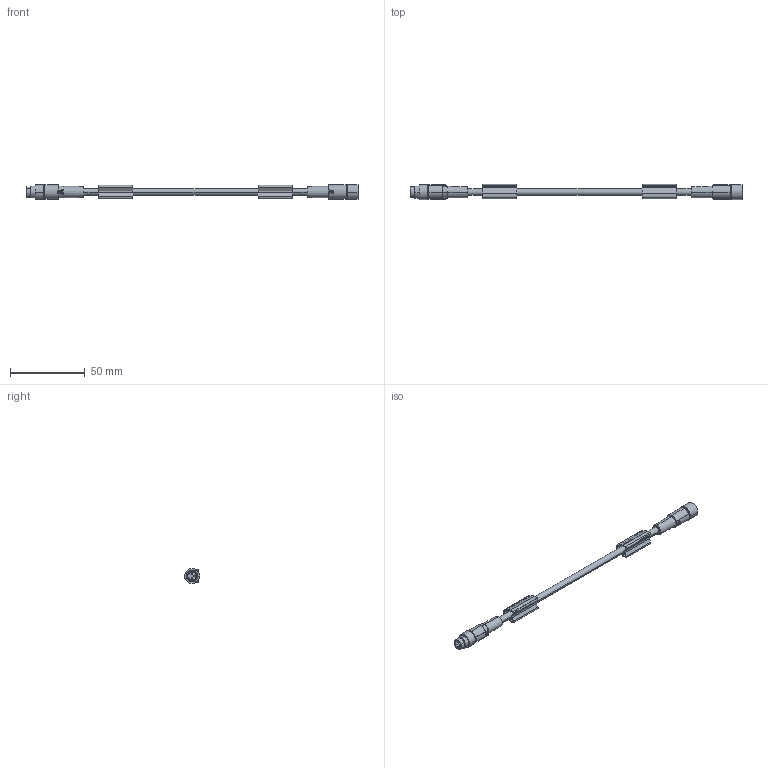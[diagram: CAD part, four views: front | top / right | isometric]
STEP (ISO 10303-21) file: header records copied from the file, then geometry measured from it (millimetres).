
FILE_DESCRIPTION(('SolidDesigner STEP Export'),'2;1');
FILE_NAME('1681936.stp','2010-01-18T 9:43:44',(''),(''),'CoCreate Modeling STEP processor for AP214 (Solid Model)','CoCreate Modeling 16.00A 16-Aug-2008 (C) Parametric Technology GmbH','');
FILE_SCHEMA(('AUTOMOTIVE_DESIGN { 1 0 10303 214 1 1 1 1 }'));
Length unit declared in the file: millimetre
Products named in the file (2): 1681936
Assembly tree (1 placements, depth 2):
  1681936
    1681936
Bounding box: 222.7 x 10.16 x 10 mm (x, y, z)
Volume: 7337 mm3; surface area: 7795.1 mm2
Topology: 1 solids, 1 shells, 272 faces, 739 edges, 491 vertices
Faces by surface type: cylinder 131, plane 87, extrusion 38, cone 10, torus 6
Entity records: 15016 total; most frequent: CARTESIAN_POINT 7175, ORIENTED_EDGE 1478, DIRECTION 1156, EDGE_CURVE 739, VERTEX_POINT 491, AXIS2_PLACEMENT_3D 389, VECTOR 378, LINE 342
